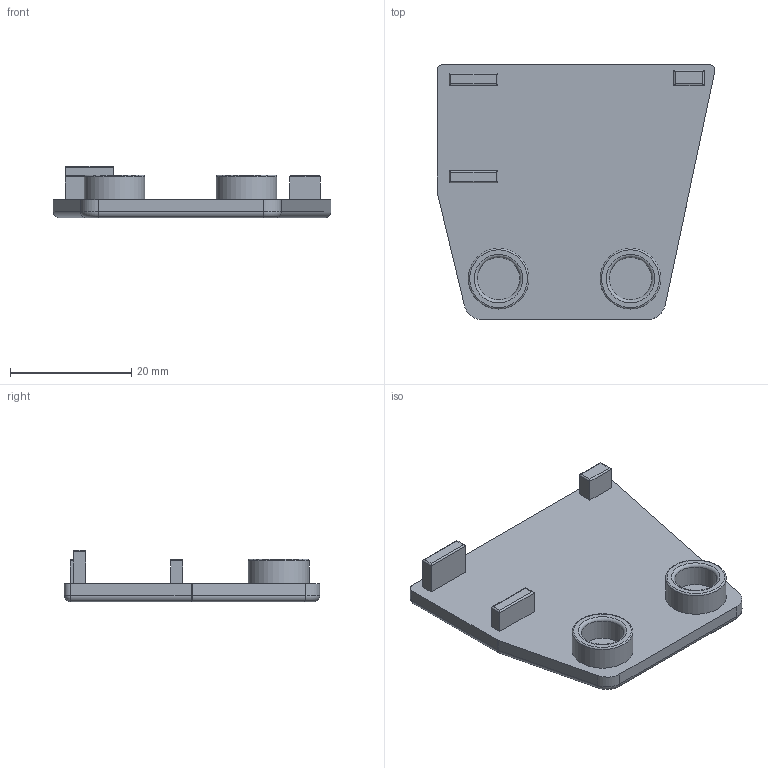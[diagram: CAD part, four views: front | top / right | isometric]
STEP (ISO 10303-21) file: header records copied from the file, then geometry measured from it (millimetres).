
FILE_DESCRIPTION(('FreeCAD Model'),'2;1');
FILE_NAME('Open CASCADE Shape Model','2025-08-05T15:07:06',('Author'),( ''),'Open CASCADE STEP processor 7.8','FreeCAD','Unknown');
FILE_SCHEMA(('AUTOMOTIVE_DESIGN { 1 0 10303 214 1 1 1 1 }'));
Length unit declared in the file: millimetre
Products named in the file (1): Body
Bounding box: 45.76 x 42.06 x 8.5 mm (x, y, z)
Volume: 5556.2 mm3; surface area: 4450.1 mm2
Topology: 1 solids, 1 shells, 61 faces, 130 edges, 75 vertices
Faces by surface type: plane 26, cylinder 26, torus 6, sphere 3
Full cylindrical faces by diameter (mm): 7 x2, 10 x2
Entity records: 1621 total; most frequent: DIRECTION 301, CARTESIAN_POINT 264, ORIENTED_EDGE 254, EDGE_CURVE 127, AXIS2_PLACEMENT_3D 112, LINE 77, VECTOR 77, VERTEX_POINT 75
